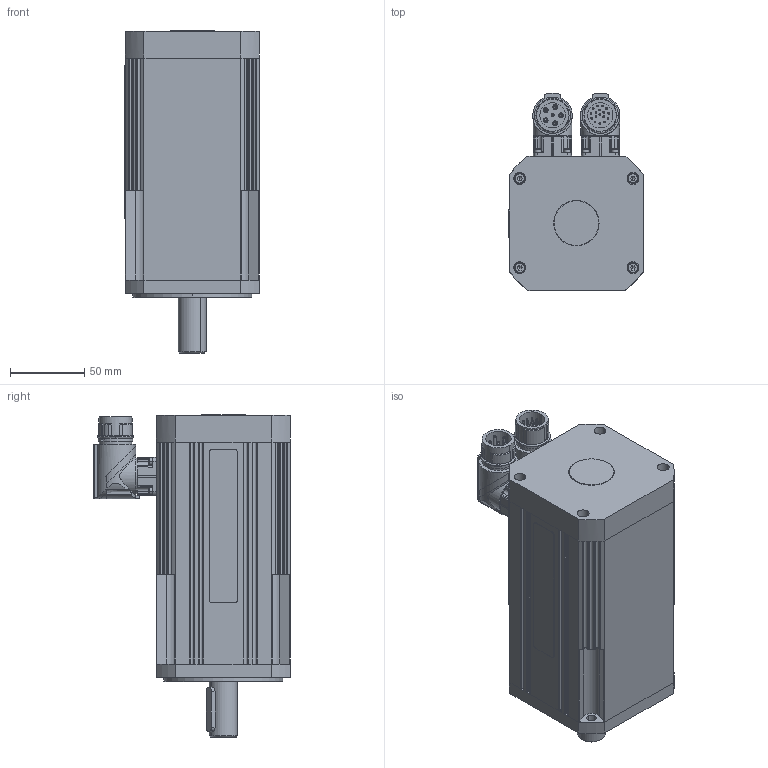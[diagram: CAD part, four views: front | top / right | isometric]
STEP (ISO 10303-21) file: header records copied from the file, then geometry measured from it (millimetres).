
FILE_DESCRIPTION((''),'2;1');
FILE_NAME('FP-609 + Encoder Sick Stegmann SRS-SRM 50.stp','2011-11-18T13:03:49',('jlopez'),(''),'Autodesk Inventor 9','Autodesk Inventor 9','');
FILE_SCHEMA(('AUTOMOTIVE_DESIGN { 1 0 10303 214 1 1 1 1 }'));
Length unit declared in the file: millimetre
Products named in the file (1): Pieza1
Bounding box: 90.5 x 132.15 x 216.2 mm (x, y, z)
Volume: 1446.3 mm3; surface area: 164912.7 mm2
Topology: 21 solids, 22 shells, 1361 faces, 3651 edges, 2256 vertices
Faces by surface type: cylinder 564, plane 445, bspline 146, cone 94, sphere 64, torus 48
Entity records: 44032 total; most frequent: CARTESIAN_POINT 10498, DIRECTION 7367, ORIENTED_EDGE 6946, EDGE_CURVE 3473, AXIS2_PLACEMENT_3D 2965, VERTEX_POINT 2238, CIRCLE 1629, EDGE_LOOP 1563
